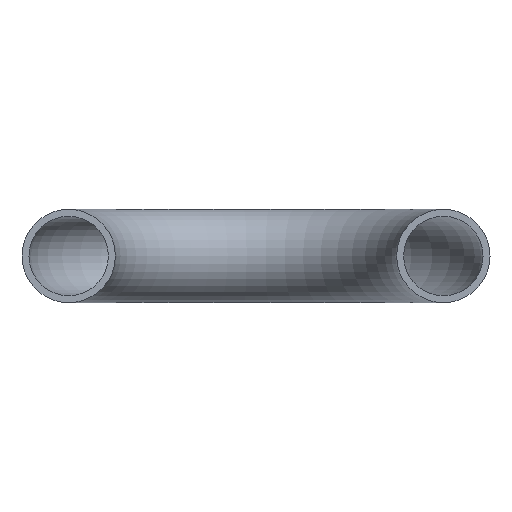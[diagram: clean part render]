
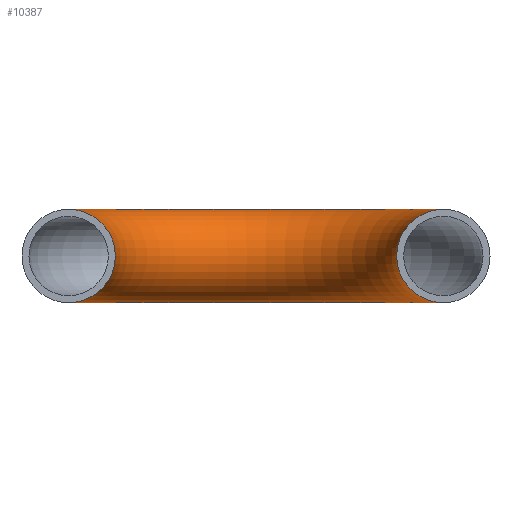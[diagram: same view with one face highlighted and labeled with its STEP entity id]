
A CAD part, front view. The second image highlights one B-rep face of the part: STEP entity #10387.
In plain terms, the highlighted toroidal (fillet/blend) face has major radius 54 mm and minor radius 13.45 mm.
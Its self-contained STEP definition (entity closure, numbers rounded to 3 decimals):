
#266 = ORIENTED_EDGE ( 'NONE', *, *, #4585, .T. ) ;
#1140 = DIRECTION ( 'NONE',  ( 1., 0., 0. ) ) ;
#1870 = VERTEX_POINT ( 'NONE', #3953 ) ;
#2206 = DIRECTION ( 'NONE',  ( 0., -1., 0. ) ) ;
#2948 = DIRECTION ( 'NONE',  ( 0., 1., 0. ) ) ;
#3953 = CARTESIAN_POINT ( 'NONE',  ( -54., 130., 13.45 ) ) ;
#4585 = EDGE_CURVE ( 'NONE', #10754, #10754, #6185, .T. ) ;
#4953 = FACE_OUTER_BOUND ( 'NONE', #9860, .T. ) ;
#5209 = EDGE_CURVE ( 'NONE', #1870, #1870, #9605, .T. ) ;
#5533 = CARTESIAN_POINT ( 'NONE',  ( 54., 130., 13.45 ) ) ;
#5810 = AXIS2_PLACEMENT_3D ( 'NONE', #8910, #2948, #8768 ) ;
#6185 = CIRCLE ( 'NONE', #5810, 13.45 ) ;
#6234 = DIRECTION ( 'NONE',  ( 0., 0., 1. ) ) ;
#6387 = TOROIDAL_SURFACE ( 'NONE', #8341, 54., 13.45 ) ;
#7429 = ORIENTED_EDGE ( 'NONE', *, *, #5209, .F. ) ;
#7499 = AXIS2_PLACEMENT_3D ( 'NONE', #8181, #2206, #8220 ) ;
#8181 = CARTESIAN_POINT ( 'NONE',  ( -54., 130., 0. ) ) ;
#8220 = DIRECTION ( 'NONE',  ( 0., 0., 1. ) ) ;
#8341 = AXIS2_PLACEMENT_3D ( 'NONE', #10403, #6234, #1140 ) ;
#8393 = EDGE_LOOP ( 'NONE', ( #7429 ) ) ;
#8768 = DIRECTION ( 'NONE',  ( 0., 0., 1. ) ) ;
#8910 = CARTESIAN_POINT ( 'NONE',  ( 54., 130., 0. ) ) ;
#9165 = FACE_OUTER_BOUND ( 'NONE', #8393, .T. ) ;
#9605 = CIRCLE ( 'NONE', #7499, 13.45 ) ;
#9860 = EDGE_LOOP ( 'NONE', ( #266 ) ) ;
#10387 = ADVANCED_FACE ( 'NONE', ( #4953, #9165 ), #6387, .T. ) ;
#10403 = CARTESIAN_POINT ( 'NONE',  ( 0., 130., 0. ) ) ;
#10754 = VERTEX_POINT ( 'NONE', #5533 ) ;
